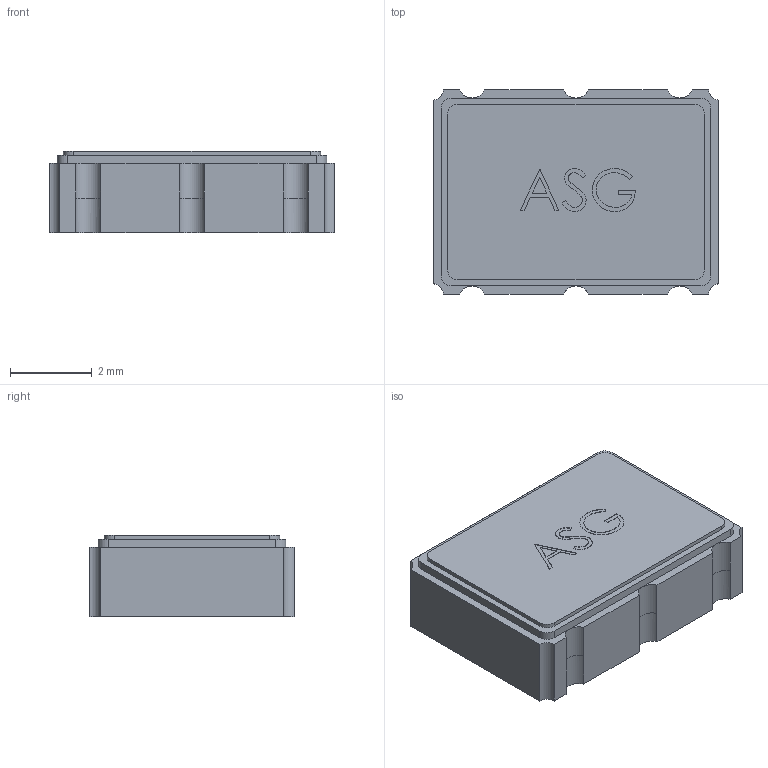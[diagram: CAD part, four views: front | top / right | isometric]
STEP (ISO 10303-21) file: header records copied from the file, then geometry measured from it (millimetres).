
FILE_DESCRIPTION (( 'STEP AP214' ), '1' );
FILE_NAME ('ASG-C.STEP', '2013-07-25T11:46:57', ( '' ), ( '' ), 'SwSTEP 2.0', 'SolidWorks 2012', '' );
FILE_SCHEMA (( 'AUTOMOTIVE_DESIGN' ));
Length unit declared in the file: millimetre
Products named in the file (1): ASG-C
Bounding box: 7 x 5 x 2 mm (x, y, z)
Volume: 67 mm3; surface area: 116.9 mm2
Topology: 1 solids, 1 shells, 102 faces, 303 edges, 208 vertices
Faces by surface type: plane 54, cylinder 24, bspline 24
Entity records: 5852 total; most frequent: CARTESIAN_POINT 2046, ORIENTED_EDGE 606, DIRECTION 474, EDGE_CURVE 303, VERTEX_POINT 208, LINE 194, VECTOR 194, AXIS2_PLACEMENT_3D 140
